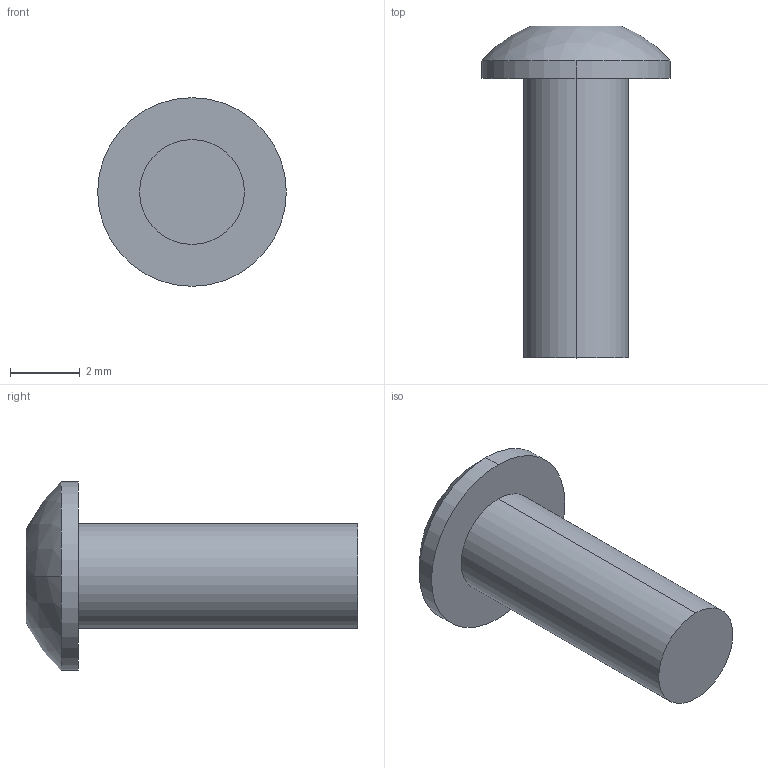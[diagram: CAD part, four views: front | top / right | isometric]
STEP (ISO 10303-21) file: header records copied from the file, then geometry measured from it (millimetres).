
FILE_DESCRIPTION (( 'STEP AP203' ), '1' );
FILE_NAME ('1200-Z1P-A ISO 7380 M3x8.STEP', '2013-09-23T14:51:05', ( 'The M瞁潎in' ), ( '' ), 'SwSTEP 2.0', 'SolidWorks 2013', '' );
FILE_SCHEMA (( 'CONFIG_CONTROL_DESIGN' ));
Length unit declared in the file: millimetre
Products named in the file (1): 1200-Z1P-A ISO 7380 M3x8
Bounding box: 5.4 x 9.5 x 5.4 mm (x, y, z)
Volume: 77.5 mm3; surface area: 144.8 mm2
Topology: 1 solids, 1 shells, 16 faces, 36 edges, 24 vertices
Faces by surface type: plane 10, cylinder 4, sphere 2
Entity records: 531 total; most frequent: DIRECTION 84, CARTESIAN_POINT 77, ORIENTED_EDGE 72, EDGE_CURVE 36, AXIS2_PLACEMENT_3D 31, VERTEX_POINT 24, VECTOR 22, LINE 22
